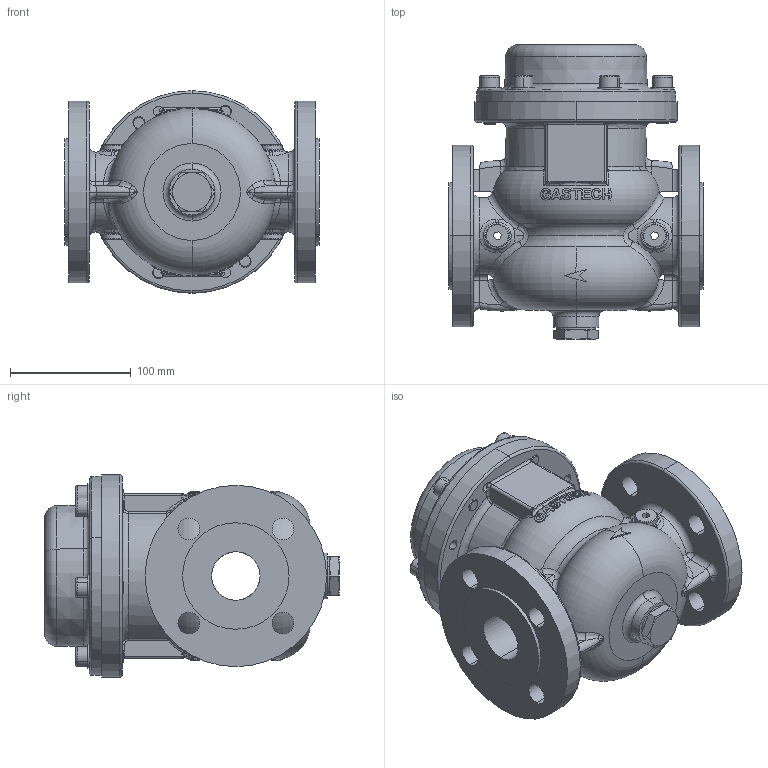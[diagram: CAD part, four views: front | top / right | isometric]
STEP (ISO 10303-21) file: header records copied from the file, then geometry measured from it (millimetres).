
FILE_DESCRIPTION (( 'STEP AP203' ), '1' );
FILE_NAME ('GS40.STEP', '2024-01-03T06:59:22', ( '' ), ( '' ), 'SwSTEP 2.0', 'SolidWorks 2018', '' );
FILE_SCHEMA (( 'CONFIG_CONTROL_DESIGN' ));
Products named in the file (1): GS40
Bounding box: 210 x 243.5 x 167.5 mm (x, y, z)
Surface area: 266732.2 mm2 (no closed solid volume)
Topology: 0 solids, 26 shells, 659 faces, 1805 edges, 1159 vertices
Faces by surface type: bspline 264, cylinder 146, plane 119, torus 92, cone 32, sphere 6
Entity records: 52267 total; most frequent: CARTESIAN_POINT 37690, ORIENTED_EDGE 3291, DIRECTION 2344, EDGE_CURVE 1801, VERTEX_POINT 1159, AXIS2_PLACEMENT_3D 981, B_SPLINE_CURVE_WITH_KNOTS 834, EDGE_LOOP 745
